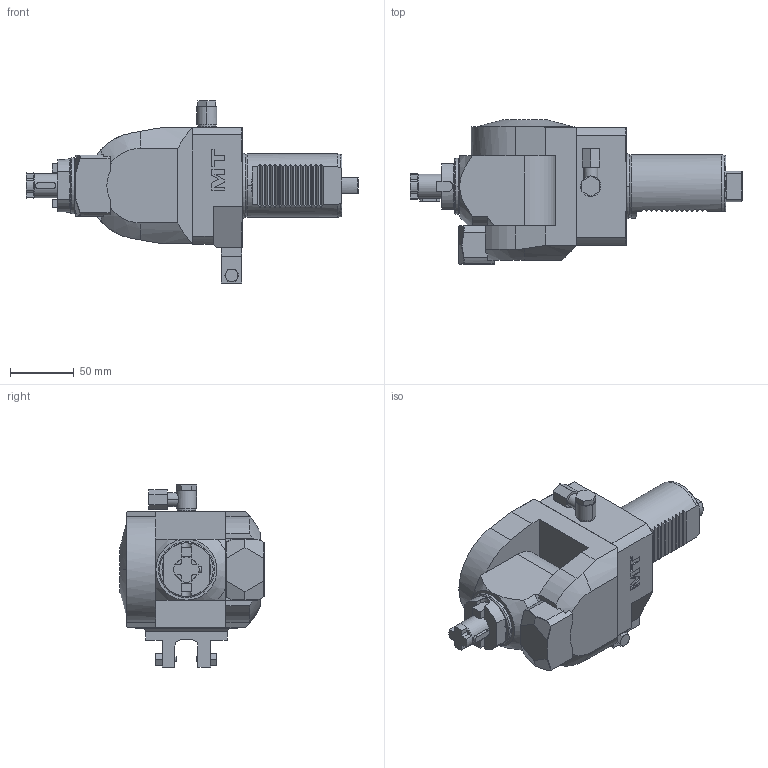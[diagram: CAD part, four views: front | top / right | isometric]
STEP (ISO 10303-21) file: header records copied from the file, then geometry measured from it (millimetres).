
FILE_DESCRIPTION((''),'2;1');
FILE_NAME('DUP0461519_CONF','2024-12-16T08:33:40',('fpalella'),('M.T. srl'),'CREO PARAMETRIC BY PTC INC, 2023352','CREO PARAMETRIC BY PTC INC, 2023352','');
FILE_SCHEMA(('CONFIG_CONTROL_DESIGN'));
Length unit declared in the file: millimetre
Products named in the file (1): DUP0461519_CONF
Bounding box: 260.85 x 113.2 x 143 mm (x, y, z)
Volume: 1115993.8 mm3; surface area: 99233 mm2
Topology: 1 solids, 1 shells, 450 faces, 1175 edges, 749 vertices
Faces by surface type: plane 275, cylinder 101, cone 53, torus 11, bspline 4, extrusion 4, sphere 2
Entity records: 15549 total; most frequent: CARTESIAN_POINT 4668, ORIENTED_EDGE 2346, DIRECTION 2130, EDGE_CURVE 1173, VERTEX_POINT 749, AXIS2_PLACEMENT_3D 722, VECTOR 686, LINE 682
